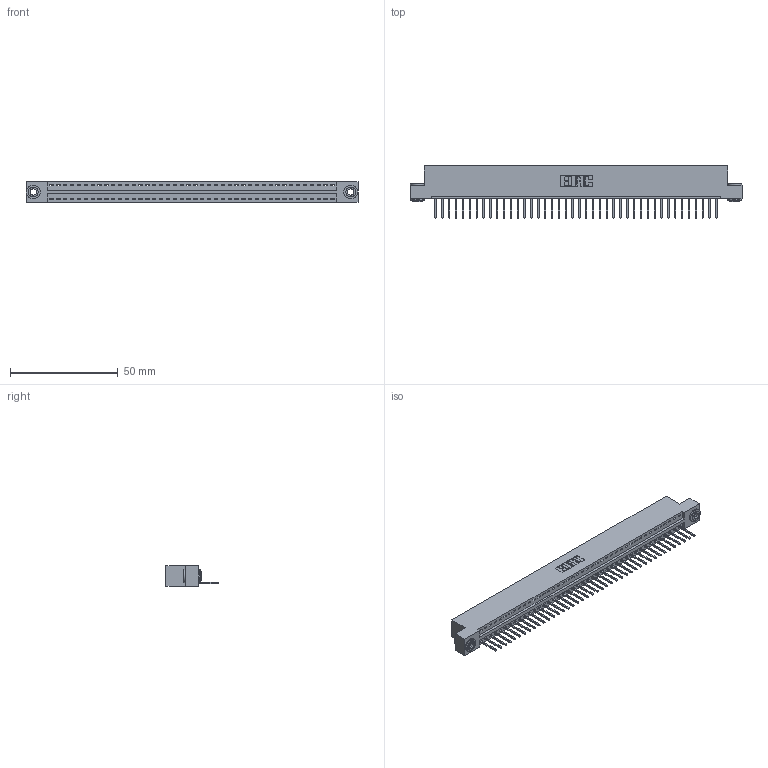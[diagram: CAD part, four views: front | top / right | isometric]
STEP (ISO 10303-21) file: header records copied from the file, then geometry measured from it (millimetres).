
FILE_DESCRIPTION (( 'STEP AP203' ), '1' );
FILE_NAME ('346-042-526-103.STEP', '2022-05-09T14:25:42', ( '' ), ( '' ), 'SwSTEP 2.0', 'SolidWorks 2020', '' );
FILE_SCHEMA (( 'CONFIG_CONTROL_DESIGN' ));
Length unit declared in the file: inch
Products named in the file (4): 345-292-001_345-293-126; 346 Part_Flush Mounting Lugs - 0.156 Dia-TH; 346-042-526-103; 345-250-002_345-250-002-102
Assembly tree (45 placements, depth 2):
  346-042-526-103
    346 Part_Flush Mounting Lugs - 0.156 Dia-TH
    345-292-001_345-293-126  x42
    345-250-002_345-250-002-102  x2
Bounding box: 153.92 x 24.13 x 9.4 mm (x, y, z)
Volume: 14701.8 mm3; surface area: 18585.9 mm2
Topology: 45 solids, 45 shells, 2610 faces, 7833 edges, 5162 vertices
Faces by surface type: plane 1780, cylinder 822, cone 8
Entity records: 27150 total; most frequent: CARTESIAN_POINT 4635, ORIENTED_EDGE 4602, DIRECTION 4119, EDGE_CURVE 2301, LINE 1977, VECTOR 1977, VERTEX_POINT 1530, AXIS2_PLACEMENT_3D 1071
